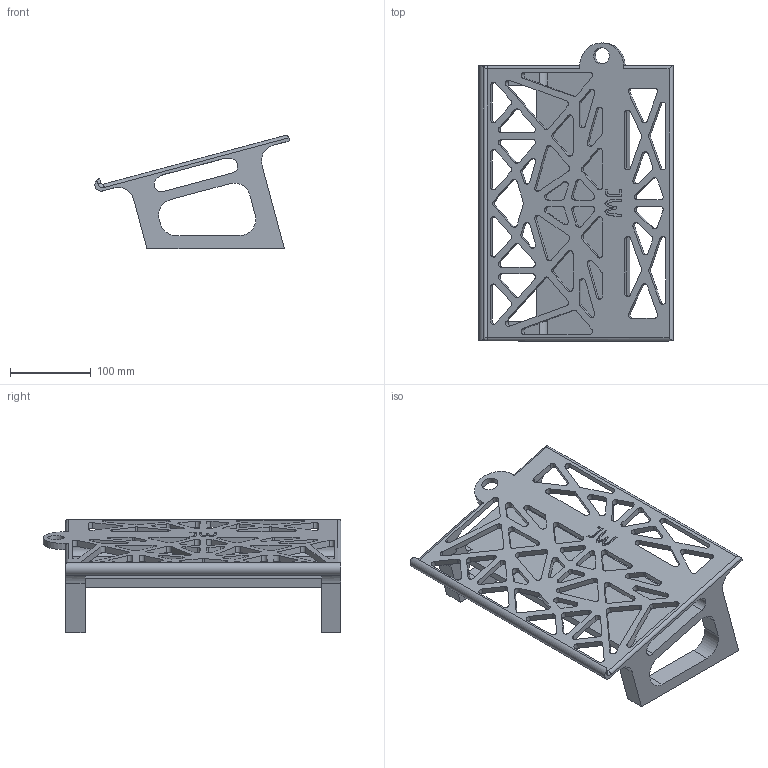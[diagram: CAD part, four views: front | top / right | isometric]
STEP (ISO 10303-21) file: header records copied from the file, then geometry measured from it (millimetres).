
FILE_DESCRIPTION(/* description */ ('STEP AP242','CAx-IF Rec.Pracs.---Representation and Presentation of Product Manufacturing Information (PMI)---4.0---2014-10-13','CAx-IF Rec.Pracs.---3D Tessellated Geometry---0.4---2014-09-14','2;1'),/* implementation_level */ '2;1');
FILE_NAME(/* name */ '6680fb577f42df248cd72ea6',/* time_stamp */ '2024-06-30T06:29:44Z',/* author */ (''),/* organization */ (''),/* preprocessor_version */ 'ST-DEVELOPER v20',/* originating_system */ ' ',/* authorisation */ ' ');
FILE_SCHEMA (('AP242_MANAGED_MODEL_BASED_3D_ENGINEERING_MIM_LF { 1 0 10303 442 1 1 4 }'));
Length unit declared in the file: metre
Products named in the file (1): Stand
Bounding box: 239.81 x 368 x 139.58 mm (x, y, z)
Volume: 1279461.6 mm3; surface area: 301688.2 mm2
Topology: 1 solids, 1 shells, 341 faces, 1037 edges, 689 vertices
Faces by surface type: plane 172, cylinder 148, bspline 19, torus 2
Full cylindrical faces by diameter (mm): 20 x1
Entity records: 11943 total; most frequent: CARTESIAN_POINT 2296, ORIENTED_EDGE 2072, DIRECTION 1947, EDGE_CURVE 1036, VERTEX_POINT 689, LINE 687, VECTOR 687, AXIS2_PLACEMENT_3D 630
